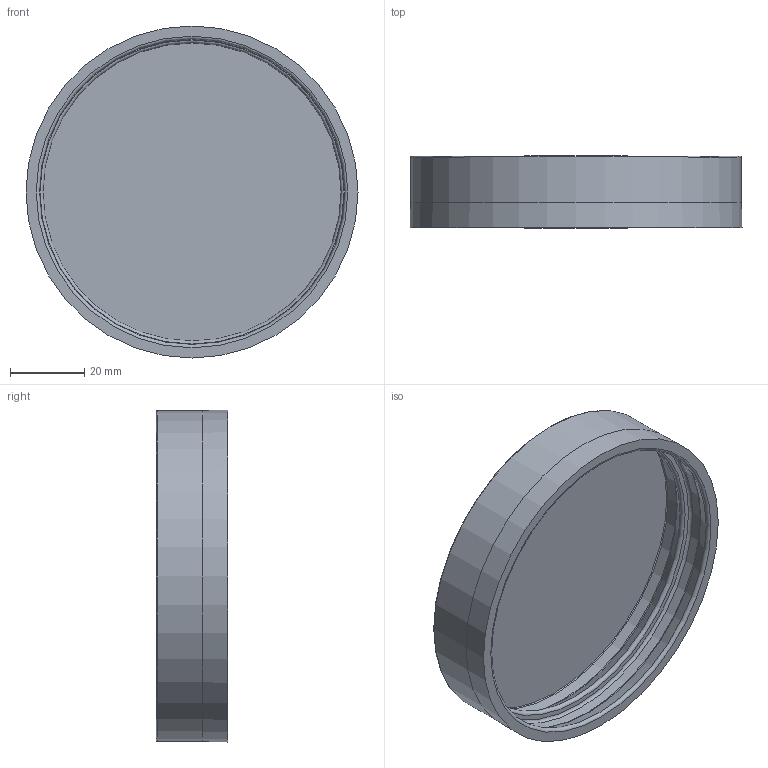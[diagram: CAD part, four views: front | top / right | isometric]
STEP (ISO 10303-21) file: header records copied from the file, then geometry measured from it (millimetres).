
FILE_DESCRIPTION (( 'STEP AP203' ), '1' );
FILE_NAME ('2in_Drum Plug Dust Cap.STEP', '2018-10-15T18:57:51', ( 'Natrix' ), ( 'BOXX Technologies, Inc.' ), 'SwSTEP 2.0', 'SolidWorks 2018', '' );
FILE_SCHEMA (( 'CONFIG_CONTROL_DESIGN' ));
Length unit declared in the file: inch
Products named in the file (1): 2in_Drum Plug Dust Cap
Bounding box: 89.69 x 19.3 x 89.69 mm (x, y, z)
Volume: 21042.9 mm3; surface area: 24039.9 mm2
Topology: 1 solids, 1 shells, 17 faces, 29 edges, 16 vertices
Faces by surface type: torus 7, plane 4, cylinder 3, cone 3
Full cylindrical faces by diameter (mm): 86.36 x2, 89.408 x1
Entity records: 413 total; most frequent: DIRECTION 68, CARTESIAN_POINT 50, AXIS2_PLACEMENT_3D 34, ORIENTED_EDGE 32, EDGE_LOOP 32, FACE_OUTER_BOUND 27, ADVANCED_FACE 17, CIRCLE 16
